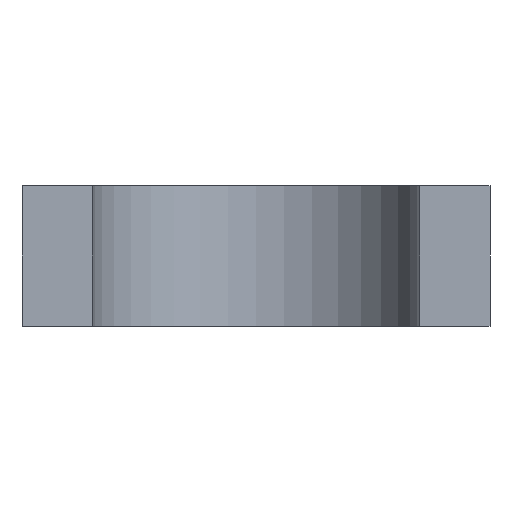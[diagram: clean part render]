
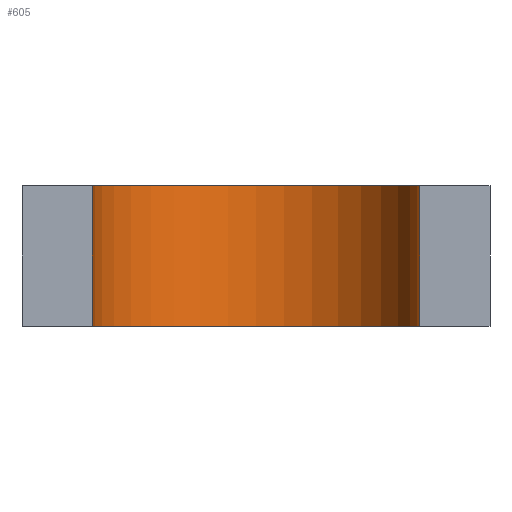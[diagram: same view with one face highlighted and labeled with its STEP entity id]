
A CAD part, front view. The second image highlights one B-rep face of the part: STEP entity #605.
In plain terms, the highlighted cylindrical face has radius 35 mm (diameter 70 mm), a partial arc.
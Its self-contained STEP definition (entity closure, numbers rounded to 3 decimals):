
#71=FACE_OUTER_BOUND('',#108,.T.);
#108=EDGE_LOOP('',(#531,#532,#533,#534));
#161=LINE('',#1049,#212);
#162=LINE('',#1053,#213);
#212=VECTOR('',#871,10.);
#213=VECTOR('',#876,10.);
#245=CIRCLE('',#678,35.);
#248=CIRCLE('',#688,35.);
#291=VERTEX_POINT('',#1015);
#295=VERTEX_POINT('',#1023);
#301=VERTEX_POINT('',#1047);
#302=VERTEX_POINT('',#1051);
#372=EDGE_CURVE('',#295,#291,#245,.T.);
#384=EDGE_CURVE('',#295,#301,#161,.T.);
#385=EDGE_CURVE('',#302,#301,#248,.T.);
#386=EDGE_CURVE('',#291,#302,#162,.T.);
#531=ORIENTED_EDGE('',*,*,#384,.T.);
#532=ORIENTED_EDGE('',*,*,#385,.F.);
#533=ORIENTED_EDGE('',*,*,#386,.F.);
#534=ORIENTED_EDGE('',*,*,#372,.F.);
#572=CYLINDRICAL_SURFACE('',#687,35.);
#605=ADVANCED_FACE('',(#71),#572,.F.);
#678=AXIS2_PLACEMENT_3D('',#1025,#844,#845);
#687=AXIS2_PLACEMENT_3D('',#1050,#872,#873);
#688=AXIS2_PLACEMENT_3D('',#1052,#874,#875);
#844=DIRECTION('center_axis',(0.,0.,1.));
#845=DIRECTION('ref_axis',(1.,0.,0.));
#871=DIRECTION('',(0.,0.,1.));
#872=DIRECTION('center_axis',(0.,0.,1.));
#873=DIRECTION('ref_axis',(1.,0.,0.));
#874=DIRECTION('center_axis',(0.,0.,-1.));
#875=DIRECTION('ref_axis',(1.,0.,0.));
#876=DIRECTION('',(0.,0.,1.));
#1015=CARTESIAN_POINT('',(-35.,0.,-15.));
#1023=CARTESIAN_POINT('',(35.,0.,-15.));
#1025=CARTESIAN_POINT('Origin',(0.,0.,-15.));
#1047=CARTESIAN_POINT('',(35.,0.,15.));
#1049=CARTESIAN_POINT('',(35.,0.,0.));
#1050=CARTESIAN_POINT('Origin',(0.,0.,0.));
#1051=CARTESIAN_POINT('',(-35.,0.,15.));
#1052=CARTESIAN_POINT('Origin',(0.,0.,15.));
#1053=CARTESIAN_POINT('',(-35.,0.,0.));
